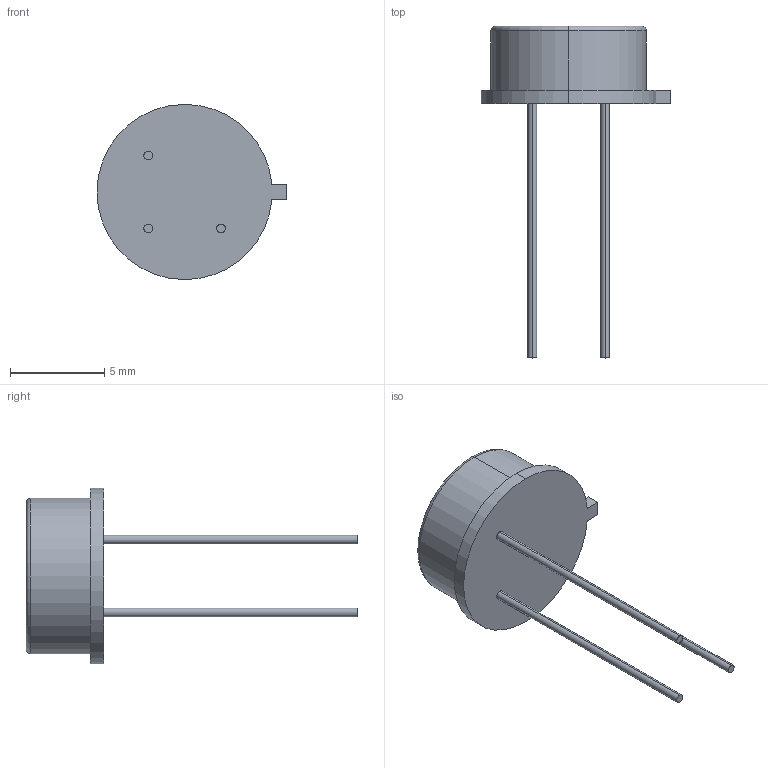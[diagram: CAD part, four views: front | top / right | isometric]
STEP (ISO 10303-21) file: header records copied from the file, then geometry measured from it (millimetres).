
FILE_DESCRIPTION (( 'STEP AP214' ), '1' );
FILE_NAME ('13847-E0W.STEP', '2013-04-05T15:08:18', ( 'Admin' ), ( '' ), 'SwSTEP 2.0', 'SolidWorks 2012', '' );
FILE_SCHEMA (( 'AUTOMOTIVE_DESIGN' ));
Length unit declared in the file: millimetre
Products named in the file (1): 13847-E0W
Bounding box: 10.08 x 17.61 x 9.3 mm (x, y, z)
Volume: 69.4 mm3; surface area: 447.1 mm2
Topology: 2 solids, 2 shells, 37 faces, 76 edges, 50 vertices
Faces by surface type: plane 18, cylinder 17, torus 2
Entity records: 1409 total; most frequent: DIRECTION 190, CARTESIAN_POINT 164, ORIENTED_EDGE 152, EDGE_CURVE 76, AXIS2_PLACEMENT_3D 76, VERTEX_POINT 50, EDGE_LOOP 44, UNCERTAINTY_MEASURE_WITH_UNIT 38
